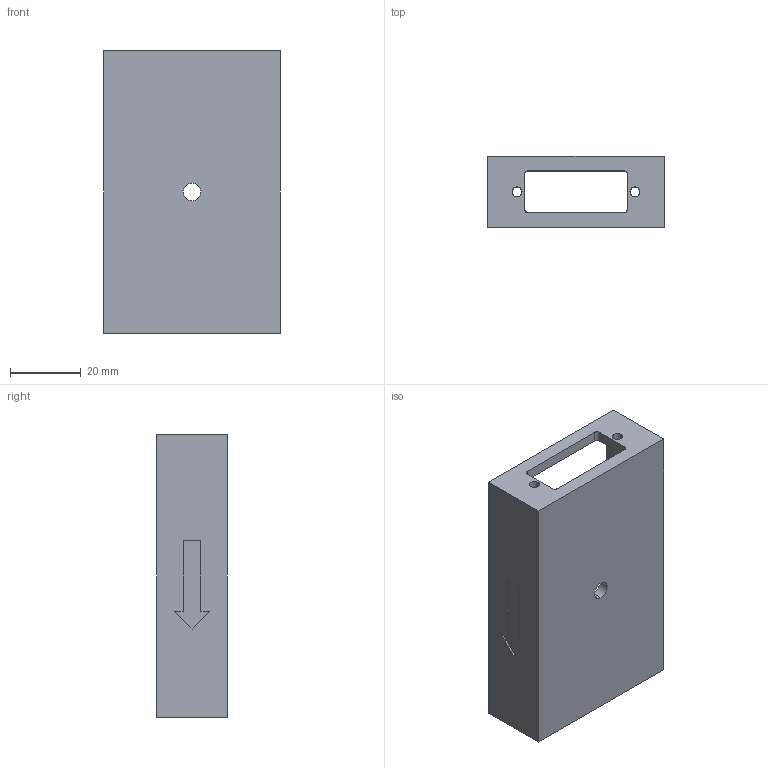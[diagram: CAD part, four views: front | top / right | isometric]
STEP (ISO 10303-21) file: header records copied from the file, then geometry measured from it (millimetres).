
FILE_DESCRIPTION (( 'STEP AP203' ), '1' );
FILE_NAME ('27-ControlBoxShell .STEP', '2021-07-30T09:41:37', ( '' ), ( '' ), 'SwSTEP 2.0', 'SolidWorks 2020', '' );
FILE_SCHEMA (( 'CONFIG_CONTROL_DESIGN' ));
Length unit declared in the file: millimetre
Products named in the file (1): 27-ControlBoxShell 
Bounding box: 50 x 20 x 80 mm (x, y, z)
Volume: 22496.7 mm3; surface area: 16571.1 mm2
Topology: 1 solids, 1 shells, 100 faces, 256 edges, 157 vertices
Faces by surface type: cylinder 42, plane 38, cone 20
Entity records: 3037 total; most frequent: DIRECTION 534, CARTESIAN_POINT 500, ORIENTED_EDGE 484, EDGE_CURVE 242, AXIS2_PLACEMENT_3D 191, VERTEX_POINT 157, VECTOR 152, LINE 152
